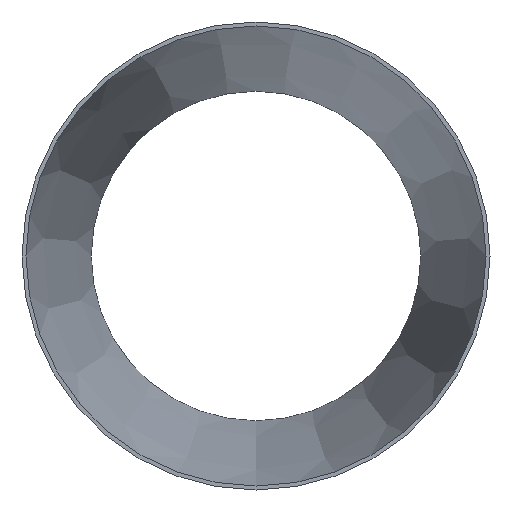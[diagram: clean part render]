
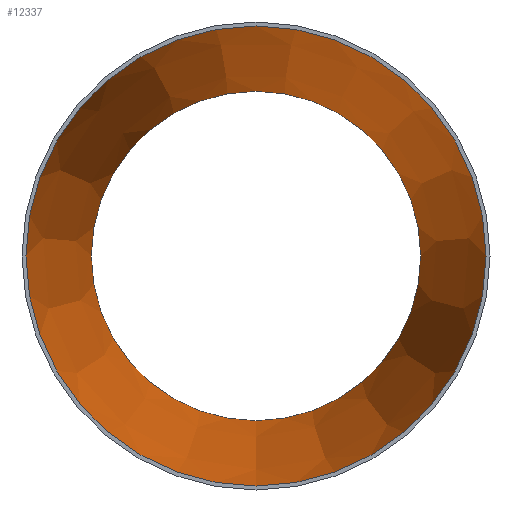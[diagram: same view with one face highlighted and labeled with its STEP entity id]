
A CAD part, front view. The second image highlights one B-rep face of the part: STEP entity #12337.
In plain terms, the highlighted conical face has half-angle 8.531 degrees and reference radius 174.466 mm.
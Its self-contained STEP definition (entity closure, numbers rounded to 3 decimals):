
#21 = DIRECTION ( 'NONE',  ( 0., -1., 0. ) ) ;
#489 = EDGE_LOOP ( 'NONE', ( #1947 ) ) ;
#1216 = AXIS2_PLACEMENT_3D ( 'NONE', #41428, #27452, #5952 ) ;
#1947 = ORIENTED_EDGE ( 'NONE', *, *, #10308, .F. ) ;
#3653 = EDGE_LOOP ( 'NONE', ( #26227 ) ) ;
#4005 = AXIS2_PLACEMENT_3D ( 'NONE', #42591, #21568, #4595 ) ;
#4595 = DIRECTION ( 'NONE',  ( 0., 0., -1. ) ) ;
#5304 = VERTEX_POINT ( 'NONE', #36430 ) ;
#5952 = DIRECTION ( 'NONE',  ( 0., 0., -1. ) ) ;
#10308 = EDGE_CURVE ( 'NONE', #42832, #42832, #13478, .T. ) ;
#12337 = ADVANCED_FACE ( 'NONE', ( #23809, #44388 ), #20990, .F. ) ;
#13478 = CIRCLE ( 'NONE', #4005, 124.966 ) ;
#16636 = AXIS2_PLACEMENT_3D ( 'NONE', #38925, #21, #17671 ) ;
#17671 = DIRECTION ( 'NONE',  ( 0., 0., -1. ) ) ;
#19525 = EDGE_CURVE ( 'NONE', #5304, #5304, #30507, .T. ) ;
#20990 = CONICAL_SURFACE ( 'NONE', #1216, 174.466, 0.149 ) ;
#21568 = DIRECTION ( 'NONE',  ( 0., -1., 0. ) ) ;
#23809 = FACE_BOUND ( 'NONE', #489, .T. ) ;
#26227 = ORIENTED_EDGE ( 'NONE', *, *, #19525, .T. ) ;
#27452 = DIRECTION ( 'NONE',  ( 0., -1., 0. ) ) ;
#30507 = CIRCLE ( 'NONE', #16636, 174.466 ) ;
#36430 = CARTESIAN_POINT ( 'NONE',  ( 0., 0., -174.466 ) ) ;
#38925 = CARTESIAN_POINT ( 'NONE',  ( 0., 0., 0. ) ) ;
#41428 = CARTESIAN_POINT ( 'NONE',  ( 0., 0., 0. ) ) ;
#42591 = CARTESIAN_POINT ( 'NONE',  ( 0., 330., 0. ) ) ;
#42832 = VERTEX_POINT ( 'NONE', #43285 ) ;
#43285 = CARTESIAN_POINT ( 'NONE',  ( 0., 330., -124.966 ) ) ;
#44388 = FACE_OUTER_BOUND ( 'NONE', #3653, .T. ) ;
